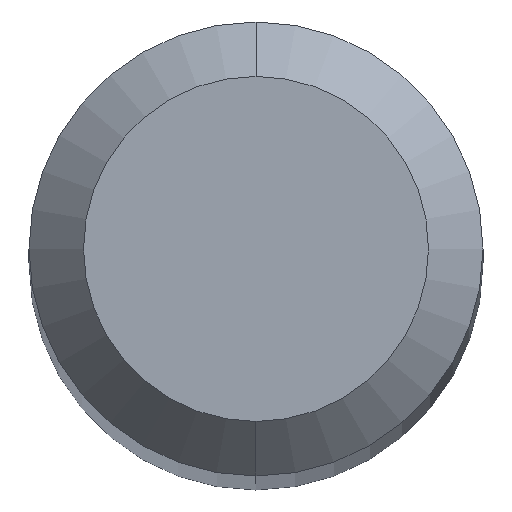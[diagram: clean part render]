
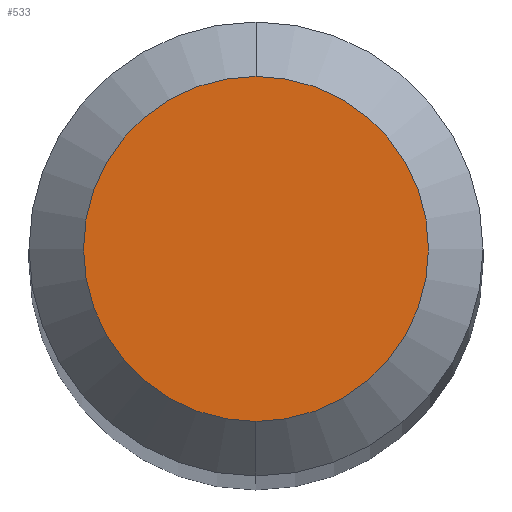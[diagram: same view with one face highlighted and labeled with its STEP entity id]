
A CAD part, top view. The second image highlights one B-rep face of the part: STEP entity #533.
In plain terms, the highlighted planar face has unit normal (0, 0, 1).
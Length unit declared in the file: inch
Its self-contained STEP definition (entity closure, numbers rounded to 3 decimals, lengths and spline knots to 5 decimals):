
#17 = CIRCLE ( 'NONE', #117, 0.0475 ) ;
#19 = CARTESIAN_POINT ( 'NONE',  ( 0., 0.0475, 0. ) ) ;
#29 = EDGE_CURVE ( 'NONE', #486, #118, #17, .T. ) ;
#67 = CARTESIAN_POINT ( 'NONE',  ( 0., 0.0475, 0. ) ) ;
#73 = PLANE ( 'NONE',  #497 ) ;
#117 = AXIS2_PLACEMENT_3D ( 'NONE', #285, #344, #477 ) ;
#118 = VERTEX_POINT ( 'NONE', #230 ) ;
#190 = FACE_OUTER_BOUND ( 'NONE', #442, .T. ) ;
#212 = CIRCLE ( 'NONE', #309, 0.0475 ) ;
#230 = CARTESIAN_POINT ( 'NONE',  ( 0., -0.0475, 0. ) ) ;
#235 = ORIENTED_EDGE ( 'NONE', *, *, #29, .T. ) ;
#254 = CARTESIAN_POINT ( 'NONE',  ( 0., 0., 0. ) ) ;
#275 = DIRECTION ( 'NONE',  ( 0., 0., -1. ) ) ;
#285 = CARTESIAN_POINT ( 'NONE',  ( 0., 0., 0. ) ) ;
#309 = AXIS2_PLACEMENT_3D ( 'NONE', #254, #476, #431 ) ;
#344 = DIRECTION ( 'NONE',  ( 0., 0., 1. ) ) ;
#351 = EDGE_CURVE ( 'NONE', #118, #486, #212, .T. ) ;
#360 = DIRECTION ( 'NONE',  ( 0., 1., 0. ) ) ;
#382 = ORIENTED_EDGE ( 'NONE', *, *, #351, .T. ) ;
#431 = DIRECTION ( 'NONE',  ( 0., -1., 0. ) ) ;
#442 = EDGE_LOOP ( 'NONE', ( #235, #382 ) ) ;
#476 = DIRECTION ( 'NONE',  ( 0., 0., 1. ) ) ;
#477 = DIRECTION ( 'NONE',  ( 0., -1., 0. ) ) ;
#486 = VERTEX_POINT ( 'NONE', #67 ) ;
#497 = AXIS2_PLACEMENT_3D ( 'NONE', #19, #275, #360 ) ;
#533 = ADVANCED_FACE ( 'NONE', ( #190 ), #73, .F. ) ;
